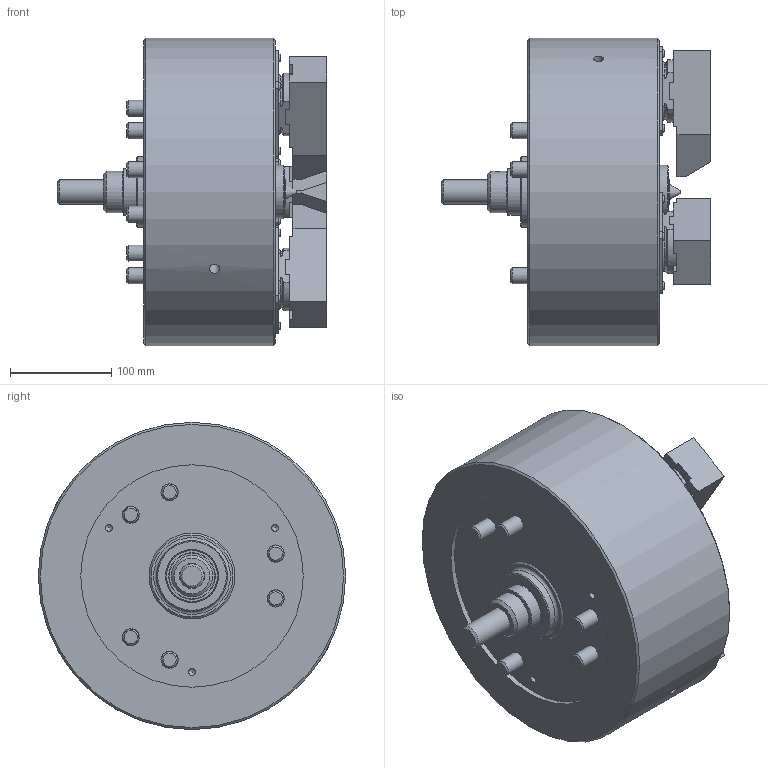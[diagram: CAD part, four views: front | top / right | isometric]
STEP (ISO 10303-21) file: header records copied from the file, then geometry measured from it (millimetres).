
FILE_DESCRIPTION (( 'STEP AP203' ), '1' );
FILE_NAME ('CF-3R-12.STEP', '2024-04-01T03:11:35', ( '' ), ( '' ), 'SwSTEP 2.0', 'SolidWorks 2020', '' );
FILE_SCHEMA (( 'CONFIG_CONTROL_DESIGN' ));
Length unit declared in the file: millimetre
Products named in the file (17): 圓頭內六角螺栓_M6x14; CF-3R-12-05000; CF-3R-12-04000; CF-3R-12-09000; CF-3R-10-11000; CF-3R-12; CF-3R-12-01000; CF-3W-10-20000; CF-3R-10-12000; CF-3R-12-03000; CF-3R-10-04000; 半圓頭六角孔螺栓_M4x10; 圓頭內六角螺栓_M5x10; 圓頭內六角螺栓_M16x35; CF-3R-12-08000; 圓頭內六角螺栓_M16x130; 圓頭內六角螺栓_M24x85(全牙)
Assembly tree (47 placements, depth 2):
  CF-3R-12
    CF-3R-12-01000
    CF-3R-12-03000  x3
    CF-3R-12-04000
    CF-3R-12-05000
    CF-3R-12-08000  x3
    CF-3R-12-09000  x3
    CF-3R-10-04000
    CF-3R-10-12000
    CF-3R-10-11000
    CF-3W-10-20000
    圓頭內六角螺栓_M5x10  x3
    圓頭內六角螺栓_M6x14  x3
    圓頭內六角螺栓_M16x35  x6
    圓頭內六角螺栓_M16x130  x6
    圓頭內六角螺栓_M24x85(全牙)
    半圓頭六角孔螺栓_M4x10  x12
Bounding box: 266.78 x 304 x 304 mm (x, y, z)
Volume: 9738298 mm3; surface area: 652753.9 mm2
Topology: 47 solids, 47 shells, 1035 faces, 2318 edges, 1457 vertices
Faces by surface type: plane 693, cylinder 182, cone 135, torus 19, sphere 6
Full cylindrical faces by diameter (mm): 3.3 x12, 4 x12, 4.2 x3, 4.5 x12, 5 x7, 5.5 x3, 6 x3, 6.5 x3, 6.8 x3, 7.6 x12, 8.5 x3, 9.5 x3, 10 x3, 10.2 x2, 11 x3, 14 x6, 16 x12, 17 x6, 18 x8, 21 x1, 24 x13, 24.5 x1, 25 x6, 26 x6, 30 x2, 36 x1, 38 x1, 39 x2, 41 x1, 46 x1
Entity records: 12248 total; most frequent: CARTESIAN_POINT 1870, DIRECTION 1731, ORIENTED_EDGE 1232, AXIS2_PLACEMENT_3D 706, EDGE_LOOP 625, EDGE_CURVE 616, VERTEX_POINT 475, FACE_OUTER_BOUND 467
